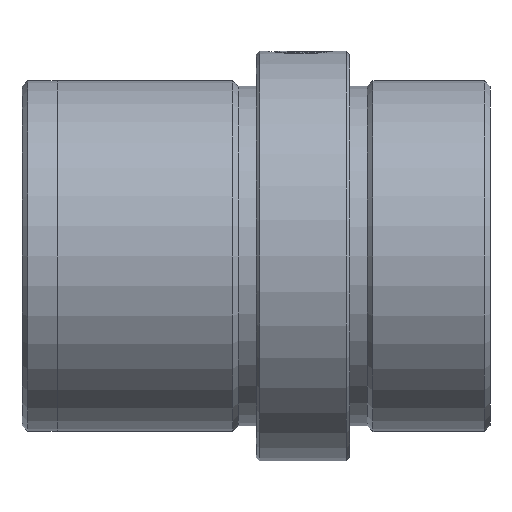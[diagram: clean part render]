
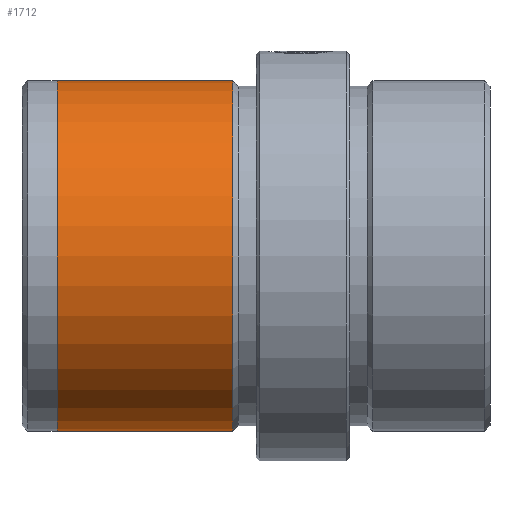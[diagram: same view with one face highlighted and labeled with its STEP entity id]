
A CAD part, left-side view. The second image highlights one B-rep face of the part: STEP entity #1712.
In plain terms, the highlighted cylindrical face has radius 15 mm (diameter 30 mm), a partial arc.
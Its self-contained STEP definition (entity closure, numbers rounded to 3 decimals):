
#38 = VECTOR ( 'NONE', #322, 1000. ) ;
#63 = FACE_OUTER_BOUND ( 'NONE', #111, .T. ) ;
#97 = CARTESIAN_POINT ( 'NONE',  ( 0., 37., 15. ) ) ;
#100 = LINE ( 'NONE', #1453, #38 ) ;
#111 = EDGE_LOOP ( 'NONE', ( #222, #929, #1044, #1930 ) ) ;
#190 = VECTOR ( 'NONE', #563, 1000. ) ;
#207 = CARTESIAN_POINT ( 'NONE',  ( 0., 37., 0. ) ) ;
#221 = EDGE_CURVE ( 'NONE', #1138, #1146, #1010, .T. ) ;
#222 = ORIENTED_EDGE ( 'NONE', *, *, #942, .F. ) ;
#288 = VERTEX_POINT ( 'NONE', #97 ) ;
#322 = DIRECTION ( 'NONE',  ( 0., -1., 0. ) ) ;
#345 = DIRECTION ( 'NONE',  ( 0., -1., 0. ) ) ;
#346 = CARTESIAN_POINT ( 'NONE',  ( 0., 22., 15. ) ) ;
#370 = DIRECTION ( 'NONE',  ( 0., 0., -1. ) ) ;
#563 = DIRECTION ( 'NONE',  ( 0., -1., 0. ) ) ;
#706 = CARTESIAN_POINT ( 'NONE',  ( 0., 22., -15. ) ) ;
#736 = CARTESIAN_POINT ( 'NONE',  ( 0., 0., 0. ) ) ;
#740 = CARTESIAN_POINT ( 'NONE',  ( 0., 0., -15. ) ) ;
#751 = CIRCLE ( 'NONE', #856, 15. ) ;
#856 = AXIS2_PLACEMENT_3D ( 'NONE', #1319, #345, #1477 ) ;
#874 = CYLINDRICAL_SURFACE ( 'NONE', #1908, 15. ) ;
#929 = ORIENTED_EDGE ( 'NONE', *, *, #1106, .T. ) ;
#942 = EDGE_CURVE ( 'NONE', #288, #1519, #100, .T. ) ;
#1010 = LINE ( 'NONE', #740, #190 ) ;
#1032 = CIRCLE ( 'NONE', #1211, 15. ) ;
#1035 = CARTESIAN_POINT ( 'NONE',  ( 0., 37., -15. ) ) ;
#1044 = ORIENTED_EDGE ( 'NONE', *, *, #221, .T. ) ;
#1106 = EDGE_CURVE ( 'NONE', #288, #1138, #1032, .T. ) ;
#1138 = VERTEX_POINT ( 'NONE', #1035 ) ;
#1146 = VERTEX_POINT ( 'NONE', #706 ) ;
#1211 = AXIS2_PLACEMENT_3D ( 'NONE', #207, #1341, #370 ) ;
#1319 = CARTESIAN_POINT ( 'NONE',  ( 0., 22., 0. ) ) ;
#1341 = DIRECTION ( 'NONE',  ( 0., -1., 0. ) ) ;
#1453 = CARTESIAN_POINT ( 'NONE',  ( 0., 0., 15. ) ) ;
#1477 = DIRECTION ( 'NONE',  ( 0., 0., -1. ) ) ;
#1514 = DIRECTION ( 'NONE',  ( 0., 0., -1. ) ) ;
#1519 = VERTEX_POINT ( 'NONE', #346 ) ;
#1529 = DIRECTION ( 'NONE',  ( 0., -1., 0. ) ) ;
#1712 = ADVANCED_FACE ( 'NONE', ( #63 ), #874, .T. ) ;
#1908 = AXIS2_PLACEMENT_3D ( 'NONE', #736, #1529, #1514 ) ;
#1930 = ORIENTED_EDGE ( 'NONE', *, *, #2067, .F. ) ;
#2067 = EDGE_CURVE ( 'NONE', #1519, #1146, #751, .T. ) ;
